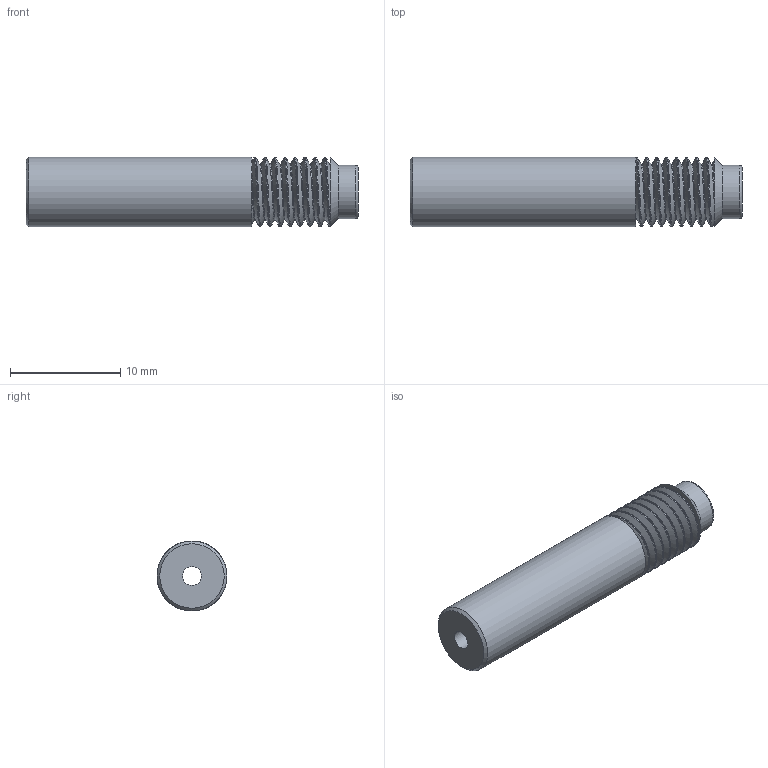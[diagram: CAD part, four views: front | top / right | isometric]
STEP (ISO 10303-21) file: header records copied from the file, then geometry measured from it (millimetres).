
FILE_DESCRIPTION((''),'2;1');
FILE_NAME('312779-CTA4S6 Tube adapter.stp','2013-08-19T16:47:44',('Franzp'),(''),'Autodesk Inventor 2013','Autodesk Inventor 2013','');
FILE_SCHEMA(('AUTOMOTIVE_DESIGN { 1 0 10303 214 1 1 1 1 }'));
Length unit declared in the file: millimetre
Products named in the file (1): 312779
Bounding box: 30.15 x 6.35 x 6.35 mm (x, y, z)
Volume: 812.5 mm3; surface area: 1151.1 mm2
Topology: 2 solids, 2 shells, 21 faces, 44 edges, 29 vertices
Faces by surface type: plane 6, cylinder 6, bspline 6, cone 2, torus 1
Full cylindrical faces by diameter (mm): 1.7 x1, 4.826 x1, 5.005 x2, 6.35 x1
Entity records: 3711 total; most frequent: CARTESIAN_POINT 3307, ORIENTED_EDGE 68, DIRECTION 62, EDGE_LOOP 35, EDGE_CURVE 34, AXIS2_PLACEMENT_3D 31, VERTEX_POINT 27, FACE_OUTER_BOUND 21
